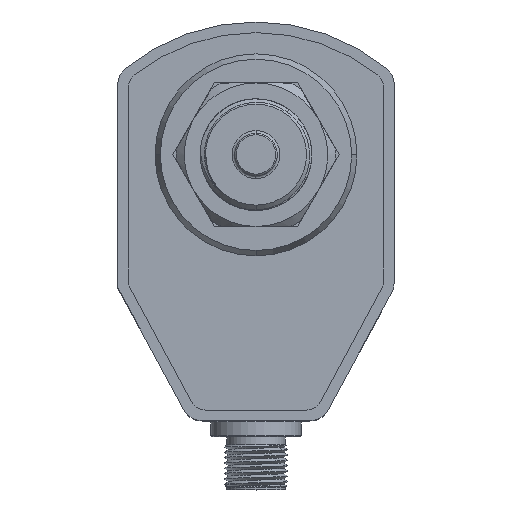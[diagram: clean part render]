
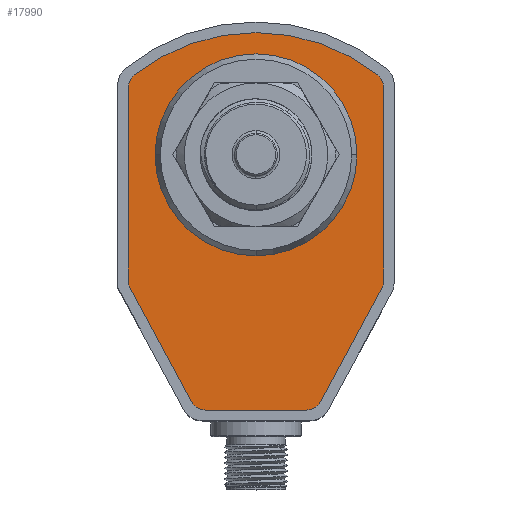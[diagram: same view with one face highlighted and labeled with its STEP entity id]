
A CAD part, top view. The second image highlights one B-rep face of the part: STEP entity #17990.
In plain terms, the highlighted planar face has unit normal (0, 0, 1).
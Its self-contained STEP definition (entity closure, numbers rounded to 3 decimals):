
#96 = ORIENTED_EDGE ( 'NONE', *, *, #16605, .T. ) ;
#117 = LINE ( 'NONE', #26621, #18228 ) ;
#138 = DIRECTION ( 'NONE',  ( 1., 0., 0. ) ) ;
#182 = EDGE_CURVE ( 'NONE', #1896, #10171, #23282, .T. ) ;
#394 = VECTOR ( 'NONE', #21745, 1000. ) ;
#400 = DIRECTION ( 'NONE',  ( 0.475, 0.88, 0. ) ) ;
#816 = CARTESIAN_POINT ( 'NONE',  ( 23.64, -0.162, 2. ) ) ;
#915 = DIRECTION ( 'NONE',  ( 0., 0., 1. ) ) ;
#1004 = DIRECTION ( 'NONE',  ( -1., 0., 0. ) ) ;
#1755 = AXIS2_PLACEMENT_3D ( 'NONE', #18899, #21179, #23487 ) ;
#1802 = CIRCLE ( 'NONE', #27052, 3. ) ;
#1896 = VERTEX_POINT ( 'NONE', #7742 ) ;
#1932 = CARTESIAN_POINT ( 'NONE',  ( 24., 1.264, 2. ) ) ;
#2534 = DIRECTION ( 'NONE',  ( -1., 0., 0. ) ) ;
#2743 = CARTESIAN_POINT ( 'NONE',  ( -21., 37.685, 2. ) ) ;
#2744 = CARTESIAN_POINT ( 'NONE',  ( 12.157, -21.425, 2. ) ) ;
#3432 = CIRCLE ( 'NONE', #1755, 19. ) ;
#3604 = LINE ( 'NONE', #24438, #5972 ) ;
#3703 = VERTEX_POINT ( 'NONE', #816 ) ;
#4183 = ORIENTED_EDGE ( 'NONE', *, *, #14297, .T. ) ;
#4364 = CARTESIAN_POINT ( 'NONE',  ( -23.64, -0.162, 2. ) ) ;
#4579 = EDGE_CURVE ( 'NONE', #5229, #19692, #3432, .T. ) ;
#4895 = EDGE_CURVE ( 'NONE', #19692, #19613, #12610, .T. ) ;
#4945 = EDGE_CURVE ( 'NONE', #19613, #5229, #27339, .T. ) ;
#5029 = DIRECTION ( 'NONE',  ( 1., 0., 0. ) ) ;
#5202 = VECTOR ( 'NONE', #400, 1000. ) ;
#5229 = VERTEX_POINT ( 'NONE', #5480 ) ;
#5267 = CIRCLE ( 'NONE', #14388, 3. ) ;
#5480 = CARTESIAN_POINT ( 'NONE',  ( 19., 25., 2. ) ) ;
#5545 = VERTEX_POINT ( 'NONE', #13850 ) ;
#5548 = LINE ( 'NONE', #1932, #28102 ) ;
#5972 = VECTOR ( 'NONE', #5029, 1000. ) ;
#6049 = CARTESIAN_POINT ( 'NONE',  ( 0., 11.2, 2. ) ) ;
#6061 = ORIENTED_EDGE ( 'NONE', *, *, #27080, .T. ) ;
#6142 = AXIS2_PLACEMENT_3D ( 'NONE', #16190, #915, #1004 ) ;
#6184 = DIRECTION ( 'NONE',  ( 0., 0., 1. ) ) ;
#6260 = ORIENTED_EDGE ( 'NONE', *, *, #16574, .T. ) ;
#6370 = CARTESIAN_POINT ( 'NONE',  ( -12.157, -21.425, 2. ) ) ;
#6684 = CARTESIAN_POINT ( 'NONE',  ( 21., 1.264, 2. ) ) ;
#6726 = DIRECTION ( 'NONE',  ( 0., 0., 1. ) ) ;
#7742 = CARTESIAN_POINT ( 'NONE',  ( 22.864, 40.035, 2. ) ) ;
#7882 = CARTESIAN_POINT ( 'NONE',  ( 9.518, -20., 2. ) ) ;
#8387 = CARTESIAN_POINT ( 'NONE',  ( -9.518, -20., 2. ) ) ;
#8480 = DIRECTION ( 'NONE',  ( 1., 0., 0. ) ) ;
#8598 = VERTEX_POINT ( 'NONE', #15545 ) ;
#8683 = CARTESIAN_POINT ( 'NONE',  ( -21., 1.264, 2. ) ) ;
#9089 = DIRECTION ( 'NONE',  ( 0.88, -0.475, 0. ) ) ;
#9882 = EDGE_CURVE ( 'NONE', #10333, #19586, #5548, .T. ) ;
#10067 = CARTESIAN_POINT ( 'NONE',  ( -9.518, -23., 2. ) ) ;
#10099 = EDGE_CURVE ( 'NONE', #14581, #3703, #10980, .T. ) ;
#10122 = CIRCLE ( 'NONE', #19266, 3. ) ;
#10171 = VERTEX_POINT ( 'NONE', #22657 ) ;
#10201 = CARTESIAN_POINT ( 'NONE',  ( 24., 1.264, 2. ) ) ;
#10333 = VERTEX_POINT ( 'NONE', #10201 ) ;
#10848 = EDGE_LOOP ( 'NONE', ( #16870, #13415, #16489 ) ) ;
#10980 = LINE ( 'NONE', #11439, #5202 ) ;
#11065 = DIRECTION ( 'NONE',  ( 0., 0., 1. ) ) ;
#11439 = CARTESIAN_POINT ( 'NONE',  ( 12.157, -21.425, 2. ) ) ;
#12463 = VERTEX_POINT ( 'NONE', #19007 ) ;
#12472 = ORIENTED_EDGE ( 'NONE', *, *, #10099, .T. ) ;
#12610 = CIRCLE ( 'NONE', #27746, 19. ) ;
#12962 = AXIS2_PLACEMENT_3D ( 'NONE', #24020, #13202, #138 ) ;
#13110 = CIRCLE ( 'NONE', #28038, 3. ) ;
#13146 = DIRECTION ( 'NONE',  ( -1., 0., 0. ) ) ;
#13202 = DIRECTION ( 'NONE',  ( 0., 0., 1. ) ) ;
#13238 = ORIENTED_EDGE ( 'NONE', *, *, #19200, .T. ) ;
#13415 = ORIENTED_EDGE ( 'NONE', *, *, #4945, .F. ) ;
#13850 = CARTESIAN_POINT ( 'NONE',  ( -24., 1.264, 2. ) ) ;
#14289 = ORIENTED_EDGE ( 'NONE', *, *, #25598, .T. ) ;
#14297 = EDGE_CURVE ( 'NONE', #19586, #1896, #27577, .T. ) ;
#14388 = AXIS2_PLACEMENT_3D ( 'NONE', #8387, #6184, #25973 ) ;
#14581 = VERTEX_POINT ( 'NONE', #2744 ) ;
#14644 = DIRECTION ( 'NONE',  ( 0., 0., 1. ) ) ;
#14964 = DIRECTION ( 'NONE',  ( 0., 0., 1. ) ) ;
#15205 = CARTESIAN_POINT ( 'NONE',  ( -19., 25., 2. ) ) ;
#15518 = AXIS2_PLACEMENT_3D ( 'NONE', #6684, #11065, #9089 ) ;
#15545 = CARTESIAN_POINT ( 'NONE',  ( -23.64, -0.162, 2. ) ) ;
#16079 = CIRCLE ( 'NONE', #15518, 3. ) ;
#16190 = CARTESIAN_POINT ( 'NONE',  ( 0., 25., 2. ) ) ;
#16407 = EDGE_CURVE ( 'NONE', #26994, #16880, #5267, .T. ) ;
#16489 = ORIENTED_EDGE ( 'NONE', *, *, #4895, .F. ) ;
#16574 = EDGE_CURVE ( 'NONE', #10171, #27959, #1802, .T. ) ;
#16605 = EDGE_CURVE ( 'NONE', #27959, #5545, #117, .T. ) ;
#16870 = ORIENTED_EDGE ( 'NONE', *, *, #4579, .F. ) ;
#16880 = VERTEX_POINT ( 'NONE', #10067 ) ;
#17021 = DIRECTION ( 'NONE',  ( 0., 1., 0. ) ) ;
#17578 = CARTESIAN_POINT ( 'NONE',  ( -24., 37.685, 2. ) ) ;
#17990 = ADVANCED_FACE ( 'NONE', ( #23488, #18003 ), #23928, .T. ) ;
#18003 = FACE_BOUND ( 'NONE', #10848, .T. ) ;
#18151 = ORIENTED_EDGE ( 'NONE', *, *, #9882, .T. ) ;
#18228 = VECTOR ( 'NONE', #22227, 1000. ) ;
#18711 = AXIS2_PLACEMENT_3D ( 'NONE', #6049, #14644, #25464 ) ;
#18899 = CARTESIAN_POINT ( 'NONE',  ( 0., 25., 2. ) ) ;
#19007 = CARTESIAN_POINT ( 'NONE',  ( 9.518, -23., 2. ) ) ;
#19144 = ORIENTED_EDGE ( 'NONE', *, *, #182, .T. ) ;
#19189 = DIRECTION ( 'NONE',  ( 0., 0., 1. ) ) ;
#19200 = EDGE_CURVE ( 'NONE', #16880, #12463, #3604, .T. ) ;
#19266 = AXIS2_PLACEMENT_3D ( 'NONE', #7882, #25468, #23184 ) ;
#19586 = VERTEX_POINT ( 'NONE', #19626 ) ;
#19613 = VERTEX_POINT ( 'NONE', #26210 ) ;
#19626 = CARTESIAN_POINT ( 'NONE',  ( 24., 37.685, 2. ) ) ;
#19692 = VERTEX_POINT ( 'NONE', #15205 ) ;
#20217 = DIRECTION ( 'NONE',  ( 0., 0., 1. ) ) ;
#21179 = DIRECTION ( 'NONE',  ( 0., 0., 1. ) ) ;
#21676 = EDGE_CURVE ( 'NONE', #8598, #26994, #25699, .T. ) ;
#21745 = DIRECTION ( 'NONE',  ( 0.475, -0.88, 0. ) ) ;
#22039 = ORIENTED_EDGE ( 'NONE', *, *, #21676, .T. ) ;
#22227 = DIRECTION ( 'NONE',  ( 0., -1., 0. ) ) ;
#22504 = ORIENTED_EDGE ( 'NONE', *, *, #23138, .T. ) ;
#22611 = EDGE_LOOP ( 'NONE', ( #6260, #96, #6061, #22039, #24069, #13238, #14289, #12472, #22504, #18151, #4183, #19144 ) ) ;
#22657 = CARTESIAN_POINT ( 'NONE',  ( -22.864, 40.035, 2. ) ) ;
#23138 = EDGE_CURVE ( 'NONE', #3703, #10333, #16079, .T. ) ;
#23184 = DIRECTION ( 'NONE',  ( 0., -1., 0. ) ) ;
#23282 = CIRCLE ( 'NONE', #18711, 36.8 ) ;
#23487 = DIRECTION ( 'NONE',  ( 1., 0., 0. ) ) ;
#23488 = FACE_OUTER_BOUND ( 'NONE', #22611, .T. ) ;
#23928 = PLANE ( 'NONE',  #12962 ) ;
#24020 = CARTESIAN_POINT ( 'NONE',  ( 0., 0., 2. ) ) ;
#24069 = ORIENTED_EDGE ( 'NONE', *, *, #16407, .T. ) ;
#24438 = CARTESIAN_POINT ( 'NONE',  ( -9.518, -23., 2. ) ) ;
#24456 = AXIS2_PLACEMENT_3D ( 'NONE', #28244, #19189, #8480 ) ;
#24717 = DIRECTION ( 'NONE',  ( -0.621, 0.784, 0. ) ) ;
#25464 = DIRECTION ( 'NONE',  ( 0.621, 0.784, 0. ) ) ;
#25468 = DIRECTION ( 'NONE',  ( 0., 0., 1. ) ) ;
#25598 = EDGE_CURVE ( 'NONE', #12463, #14581, #10122, .T. ) ;
#25699 = LINE ( 'NONE', #4364, #394 ) ;
#25973 = DIRECTION ( 'NONE',  ( -0.88, -0.475, 0. ) ) ;
#26210 = CARTESIAN_POINT ( 'NONE',  ( 0., 6., 2. ) ) ;
#26506 = CARTESIAN_POINT ( 'NONE',  ( 0., 25., 2. ) ) ;
#26621 = CARTESIAN_POINT ( 'NONE',  ( -24., 37.685, 2. ) ) ;
#26994 = VERTEX_POINT ( 'NONE', #6370 ) ;
#27052 = AXIS2_PLACEMENT_3D ( 'NONE', #2743, #20217, #24717 ) ;
#27080 = EDGE_CURVE ( 'NONE', #5545, #8598, #13110, .T. ) ;
#27339 = CIRCLE ( 'NONE', #6142, 19. ) ;
#27577 = CIRCLE ( 'NONE', #24456, 3. ) ;
#27746 = AXIS2_PLACEMENT_3D ( 'NONE', #26506, #6726, #2534 ) ;
#27959 = VERTEX_POINT ( 'NONE', #17578 ) ;
#28038 = AXIS2_PLACEMENT_3D ( 'NONE', #8683, #14964, #13146 ) ;
#28102 = VECTOR ( 'NONE', #17021, 1000. ) ;
#28244 = CARTESIAN_POINT ( 'NONE',  ( 21., 37.685, 2. ) ) ;
